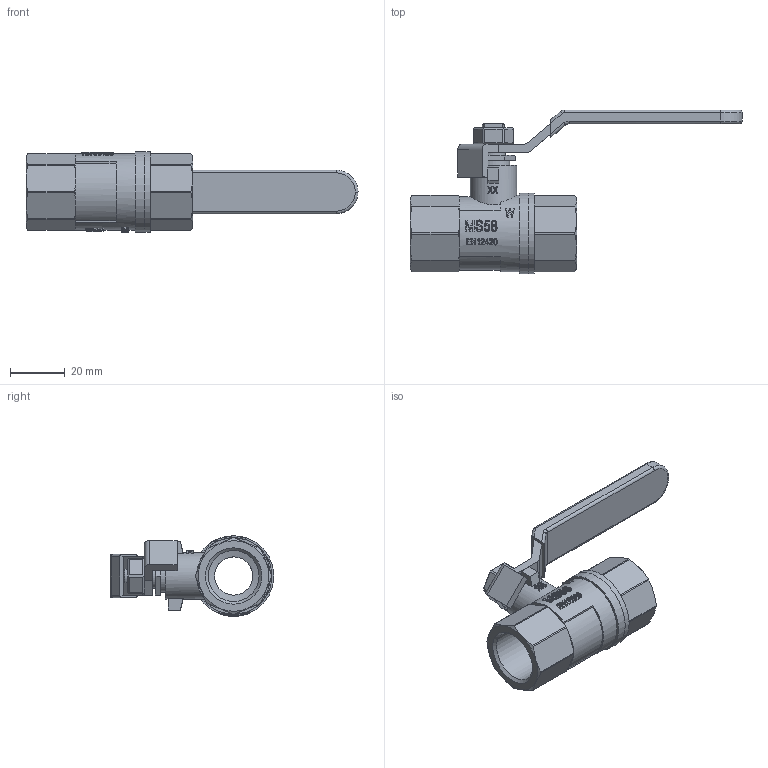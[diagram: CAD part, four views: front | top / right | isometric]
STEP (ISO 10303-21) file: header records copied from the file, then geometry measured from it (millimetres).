
FILE_DESCRIPTION(/* description */ ('Unknown'),/* implementation_level */ '2;1');
FILE_NAME(/* name */ '756-04',/* time_stamp */ '2022-07-27T12:32:53+02:00',/* author */ ('Unknown'),/* organization */ ('Unknown'),/* preprocessor_version */ 'ST-DEVELOPER v16.7',/* originating_system */ 'Solid Edge',/* authorisation */ 'Unknown');
FILE_SCHEMA (('AUTOMOTIVE_DESIGN {1 0 10303 214 3 1 1}'));
Length unit declared in the file: millimetre
Products named in the file (11): 2.756.015; 756B-1_2-Körper-co_oa_0; 756-1_2-Einschraubteil; 756B-1_2-Körper; 756B-1_2-Spindel zus._oa_1; 756B-1_2-Spindel; 756-1_2-Stopfbuchse; M8; Stahlgriff 1_4 - 3_4; Stahlgriff-n; Stahlgriff-u
Assembly tree (10 placements, depth 3):
  2.756.015
    756B-1_2-Körper-co_oa_0
      756-1_2-Einschraubteil
      756B-1_2-Körper
    756B-1_2-Spindel zus._oa_1
      756B-1_2-Spindel
      756-1_2-Stopfbuchse
    M8
    Stahlgriff 1_4 - 3_4
      Stahlgriff-n
      Stahlgriff-u
Bounding box: 121.5 x 59.95 x 29.5 mm (x, y, z)
Volume: 28599.3 mm3; surface area: 25088 mm2
Topology: 7 solids, 7 shells, 1212 faces, 3368 edges, 2235 vertices
Faces by surface type: plane 1043, cylinder 125, cone 33, bspline 8, sphere 2, torus 1
Full cylindrical faces by diameter (mm): 6.6 x1, 6.647 x1, 8.9 x2, 9.1 x1, 9.3 x1, 10.5 x1, 10.8 x1, 12 x1, 12.5 x1, 14 x3, 17 x1, 18.631 x3, 20.5 x2, 23.5 x1, 23.52 x1, 25 x1, 25.5 x1, 28 x1, 29.5 x2
Entity records: 49806 total; most frequent: CARTESIAN_POINT 9561, DIRECTION 7451, ORIENTED_EDGE 6614, EDGE_CURVE 3307, AXIS2_PLACEMENT_3D 3006, VERTEX_POINT 2220, LINE 1439, VECTOR 1439
